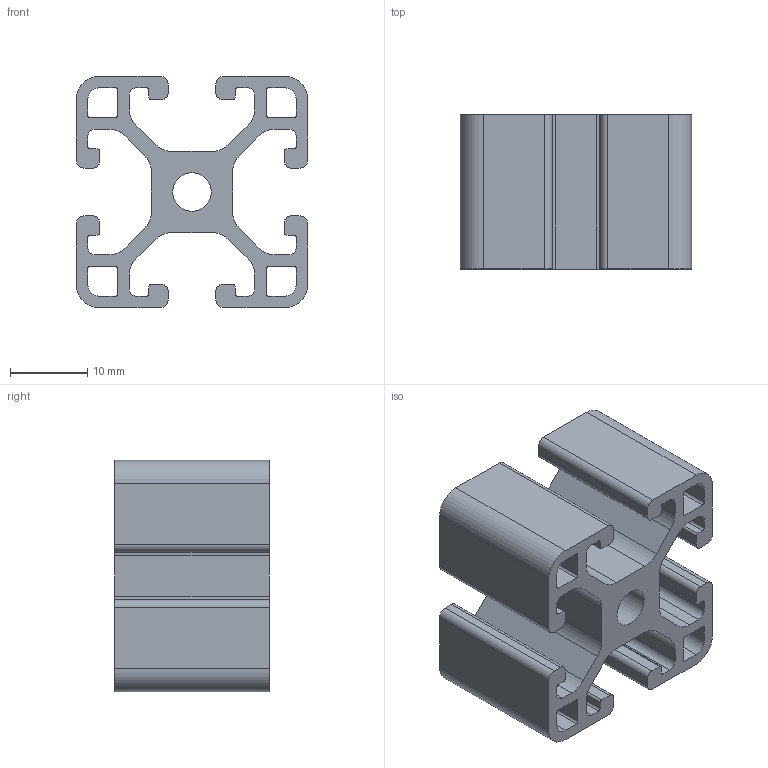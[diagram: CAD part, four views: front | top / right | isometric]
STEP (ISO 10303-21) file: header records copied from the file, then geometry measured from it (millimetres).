
FILE_DESCRIPTION(('STEP AP214'),'1');
FILE_NAME('cctmp_F47EEC68-738F-40E4-A923-85538080EF1D_2019_9_8_22_35_0_230..stp','2019-09-08T20:35:00',('item Industrietechnik GmbH'),('CADClick - www.CADClick.com'),'Spatial InterOp 3D',' ','unknown authorization');
FILE_SCHEMA(('AUTOMOTIVE_DESIGN'));
Length unit declared in the file: millimetre
Products named in the file (1): item_0041906_Profile 6 30x30 light_L=20
Bounding box: 30 x 20 x 30 mm (x, y, z)
Volume: 6937.2 mm3; surface area: 7431.3 mm2
Topology: 1 solids, 1 shells, 156 faces, 462 edges, 308 vertices
Faces by surface type: cylinder 78, plane 78
Entity records: 6554 total; most frequent: DIRECTION 932, CARTESIAN_POINT 927, ORIENTED_EDGE 924, EDGE_CURVE 462, AXIS2_PLACEMENT_3D 313, VERTEX_POINT 308, LINE 306, VECTOR 306
